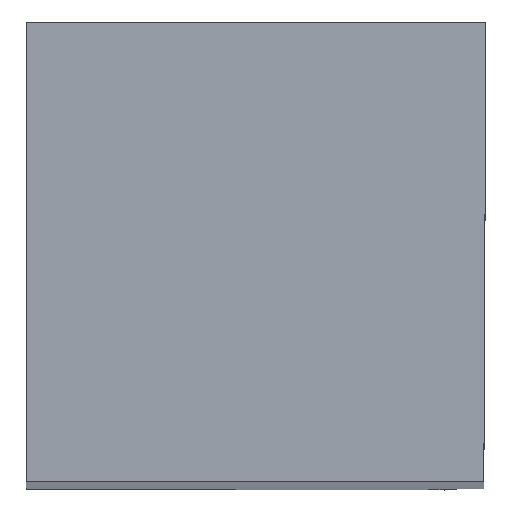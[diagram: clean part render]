
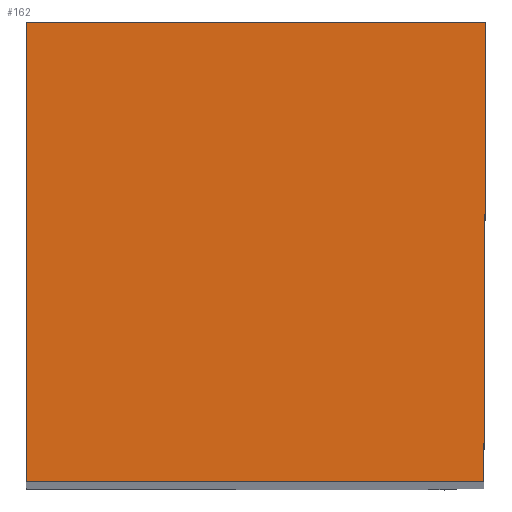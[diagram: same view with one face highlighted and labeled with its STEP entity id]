
A CAD part, top view. The second image highlights one B-rep face of the part: STEP entity #162.
In plain terms, the highlighted planar face has unit normal (0, 0, 1).
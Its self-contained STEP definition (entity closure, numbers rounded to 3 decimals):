
#162=ADVANCED_FACE('',(#223),#199,.T.);
#199=PLANE('',#855);
#223=FACE_OUTER_BOUND('',#251,.T.);
#251=EDGE_LOOP('',(#476,#477,#478,#479));
#310=LINE('',#1190,#366);
#315=LINE('',#1215,#371);
#322=LINE('',#1235,#378);
#323=LINE('',#1237,#379);
#366=VECTOR('',#965,1.);
#371=VECTOR('',#974,1.);
#378=VECTOR('',#983,1.);
#379=VECTOR('',#986,1.);
#476=ORIENTED_EDGE('',*,*,#679,.F.);
#477=ORIENTED_EDGE('',*,*,#671,.T.);
#478=ORIENTED_EDGE('',*,*,#687,.F.);
#479=ORIENTED_EDGE('',*,*,#688,.F.);
#602=VERTEX_POINT('',#1191);
#603=VERTEX_POINT('',#1192);
#608=VERTEX_POINT('',#1216);
#613=VERTEX_POINT('',#1234);
#671=EDGE_CURVE('',#602,#603,#310,.T.);
#679=EDGE_CURVE('',#602,#608,#315,.T.);
#687=EDGE_CURVE('',#613,#603,#322,.T.);
#688=EDGE_CURVE('',#608,#613,#323,.T.);
#855=AXIS2_PLACEMENT_3D('',#1242,#994,#995);
#965=DIRECTION('',(1.,0.,0.));
#974=DIRECTION('',(0.,1.,0.));
#983=DIRECTION('',(-0.004,-1.,0.));
#986=DIRECTION('',(1.,0.,0.));
#994=DIRECTION('',(0.,0.,1.));
#995=DIRECTION('',(1.,0.,0.));
#1190=CARTESIAN_POINT('',(-14.,0.,0.));
#1191=CARTESIAN_POINT('',(-11.95,0.,0.));
#1192=CARTESIAN_POINT('',(-0.052,0.,0.));
#1215=CARTESIAN_POINT('',(-11.95,-2.,0.));
#1216=CARTESIAN_POINT('',(-11.95,11.95,0.));
#1234=CARTESIAN_POINT('',(0.,11.95,0.));
#1235=CARTESIAN_POINT('',(0.009,13.959,0.));
#1237=CARTESIAN_POINT('',(-14.,11.95,0.));
#1242=CARTESIAN_POINT('',(2.,13.95,0.));
